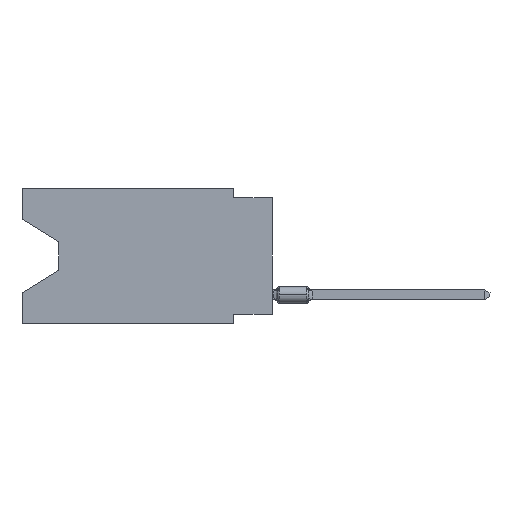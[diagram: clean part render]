
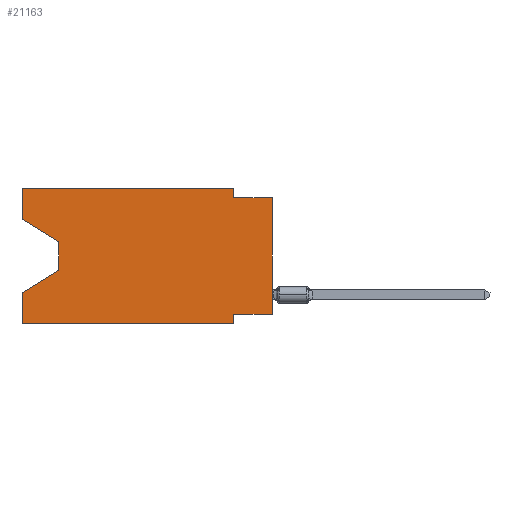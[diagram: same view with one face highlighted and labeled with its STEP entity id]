
A CAD part, left-side view. The second image highlights one B-rep face of the part: STEP entity #21163.
In plain terms, the highlighted planar face has unit normal (-1, 0, 0).
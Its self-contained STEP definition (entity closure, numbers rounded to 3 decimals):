
#278 = DIRECTION ( 'NONE',  ( 0., 0., 1. ) ) ;
#388 = DIRECTION ( 'NONE',  ( 0., 0., 1. ) ) ;
#444 = EDGE_CURVE ( 'NONE', #24923, #22928, #23048, .T. ) ;
#466 = CARTESIAN_POINT ( 'NONE',  ( 0., 16.383, 0. ) ) ;
#2413 = DIRECTION ( 'NONE',  ( 0., 0., -1. ) ) ;
#2649 = DIRECTION ( 'NONE',  ( 1., 0., 0. ) ) ;
#2861 = CARTESIAN_POINT ( 'NONE',  ( 0., 16.383, -8.89 ) ) ;
#2893 = DIRECTION ( 'NONE',  ( 0., 0., -1. ) ) ;
#3046 = VECTOR ( 'NONE', #7239, 1000. ) ;
#3188 = VECTOR ( 'NONE', #16921, 1000. ) ;
#3446 = CARTESIAN_POINT ( 'NONE',  ( 0., 2.54, -8.255 ) ) ;
#3586 = CARTESIAN_POINT ( 'NONE',  ( 0., 16.383, -2.038 ) ) ;
#3722 = CARTESIAN_POINT ( 'NONE',  ( 0., 2.54, 0. ) ) ;
#3942 = VECTOR ( 'NONE', #7456, 1000. ) ;
#3992 = VERTEX_POINT ( 'NONE', #24598 ) ;
#4382 = ORIENTED_EDGE ( 'NONE', *, *, #21845, .F. ) ;
#4503 = CARTESIAN_POINT ( 'NONE',  ( 0., 16.383, 0. ) ) ;
#5099 = EDGE_CURVE ( 'NONE', #22928, #3992, #22966, .T. ) ;
#5169 = AXIS2_PLACEMENT_3D ( 'NONE', #466, #2649, #24161 ) ;
#5174 = LINE ( 'NONE', #2861, #3046 ) ;
#5510 = VECTOR ( 'NONE', #22187, 1000. ) ;
#5651 = LINE ( 'NONE', #5775, #3942 ) ;
#5775 = CARTESIAN_POINT ( 'NONE',  ( 0., 0., 0. ) ) ;
#5831 = ORIENTED_EDGE ( 'NONE', *, *, #5099, .F. ) ;
#6040 = VERTEX_POINT ( 'NONE', #3446 ) ;
#6544 = CARTESIAN_POINT ( 'NONE',  ( 0., 16.383, 0. ) ) ;
#7037 = EDGE_CURVE ( 'NONE', #20256, #18262, #23301, .T. ) ;
#7239 = DIRECTION ( 'NONE',  ( 0., -1., 0. ) ) ;
#7258 = VECTOR ( 'NONE', #19330, 1000. ) ;
#7456 = DIRECTION ( 'NONE',  ( 0., 0., 1. ) ) ;
#7535 = EDGE_CURVE ( 'NONE', #19390, #24923, #24487, .T. ) ;
#7916 = ORIENTED_EDGE ( 'NONE', *, *, #21646, .T. ) ;
#7937 = VERTEX_POINT ( 'NONE', #10451 ) ;
#7996 = EDGE_CURVE ( 'NONE', #23376, #7937, #18302, .T. ) ;
#8291 = LINE ( 'NONE', #12533, #5510 ) ;
#9192 = CARTESIAN_POINT ( 'NONE',  ( 0., 0., -0.635 ) ) ;
#9921 = CARTESIAN_POINT ( 'NONE',  ( 0., 2.54, -8.89 ) ) ;
#10115 = ORIENTED_EDGE ( 'NONE', *, *, #22279, .T. ) ;
#10451 = CARTESIAN_POINT ( 'NONE',  ( 0., 16.383, -6.852 ) ) ;
#10645 = VECTOR ( 'NONE', #23674, 1000. ) ;
#10650 = ORIENTED_EDGE ( 'NONE', *, *, #20143, .T. ) ;
#11504 = ORIENTED_EDGE ( 'NONE', *, *, #16671, .F. ) ;
#11882 = LINE ( 'NONE', #21410, #16629 ) ;
#12064 = CARTESIAN_POINT ( 'NONE',  ( 0., 13.97, -5.385 ) ) ;
#12223 = EDGE_LOOP ( 'NONE', ( #18114, #10650, #10115, #23807, #7916, #4382, #25043, #22168, #5831, #15752, #16946, #11504 ) ) ;
#12255 = LINE ( 'NONE', #4503, #14856 ) ;
#12533 = CARTESIAN_POINT ( 'NONE',  ( 0., 0., -8.255 ) ) ;
#13748 = CARTESIAN_POINT ( 'NONE',  ( 0., 13.97, -5.385 ) ) ;
#14255 = VECTOR ( 'NONE', #2893, 1000. ) ;
#14388 = FACE_OUTER_BOUND ( 'NONE', #12223, .T. ) ;
#14856 = VECTOR ( 'NONE', #278, 1000. ) ;
#15260 = CARTESIAN_POINT ( 'NONE',  ( 0., 16.383, -2.038 ) ) ;
#15752 = ORIENTED_EDGE ( 'NONE', *, *, #444, .F. ) ;
#15870 = VERTEX_POINT ( 'NONE', #9921 ) ;
#16186 = PLANE ( 'NONE',  #5169 ) ;
#16295 = VERTEX_POINT ( 'NONE', #13748 ) ;
#16629 = VECTOR ( 'NONE', #2413, 1000. ) ;
#16671 = EDGE_CURVE ( 'NONE', #20256, #19390, #12255, .T. ) ;
#16774 = DIRECTION ( 'NONE',  ( 0., -1., 0. ) ) ;
#16859 = VERTEX_POINT ( 'NONE', #19716 ) ;
#16921 = DIRECTION ( 'NONE',  ( 0., -1., 0. ) ) ;
#16946 = ORIENTED_EDGE ( 'NONE', *, *, #7535, .F. ) ;
#17448 = CARTESIAN_POINT ( 'NONE',  ( 0., 16.383, -8.89 ) ) ;
#18114 = ORIENTED_EDGE ( 'NONE', *, *, #7037, .T. ) ;
#18262 = VERTEX_POINT ( 'NONE', #22979 ) ;
#18302 = LINE ( 'NONE', #24335, #19163 ) ;
#19163 = VECTOR ( 'NONE', #388, 1000. ) ;
#19330 = DIRECTION ( 'NONE',  ( 0., 0., -1. ) ) ;
#19390 = VERTEX_POINT ( 'NONE', #6544 ) ;
#19716 = CARTESIAN_POINT ( 'NONE',  ( 0., 0., -8.255 ) ) ;
#20143 = EDGE_CURVE ( 'NONE', #18262, #16295, #20306, .T. ) ;
#20256 = VERTEX_POINT ( 'NONE', #15260 ) ;
#20306 = LINE ( 'NONE', #22728, #14255 ) ;
#20648 = CARTESIAN_POINT ( 'NONE',  ( 0., 16.383, 0. ) ) ;
#21041 = CARTESIAN_POINT ( 'NONE',  ( 0., 2.54, -0.635 ) ) ;
#21163 = ADVANCED_FACE ( 'NONE', ( #14388 ), #16186, .F. ) ;
#21336 = EDGE_CURVE ( 'NONE', #16859, #3992, #5651, .T. ) ;
#21347 = DIRECTION ( 'NONE',  ( 0., 0.855, -0.519 ) ) ;
#21349 = CARTESIAN_POINT ( 'NONE',  ( 0., 2.54, 0. ) ) ;
#21410 = CARTESIAN_POINT ( 'NONE',  ( 0., 2.54, -8.89 ) ) ;
#21471 = EDGE_CURVE ( 'NONE', #16859, #6040, #8291, .T. ) ;
#21646 = EDGE_CURVE ( 'NONE', #23376, #15870, #5174, .T. ) ;
#21845 = EDGE_CURVE ( 'NONE', #6040, #15870, #11882, .T. ) ;
#21849 = LINE ( 'NONE', #12064, #21993 ) ;
#21993 = VECTOR ( 'NONE', #21347, 1000. ) ;
#22017 = VECTOR ( 'NONE', #16774, 1000. ) ;
#22168 = ORIENTED_EDGE ( 'NONE', *, *, #21336, .T. ) ;
#22187 = DIRECTION ( 'NONE',  ( 0., 1., 0. ) ) ;
#22279 = EDGE_CURVE ( 'NONE', #16295, #7937, #21849, .T. ) ;
#22728 = CARTESIAN_POINT ( 'NONE',  ( 0., 13.97, -3.505 ) ) ;
#22928 = VERTEX_POINT ( 'NONE', #21041 ) ;
#22966 = LINE ( 'NONE', #9192, #3188 ) ;
#22979 = CARTESIAN_POINT ( 'NONE',  ( 0., 13.97, -3.505 ) ) ;
#23048 = LINE ( 'NONE', #3722, #7258 ) ;
#23301 = LINE ( 'NONE', #3586, #10645 ) ;
#23376 = VERTEX_POINT ( 'NONE', #17448 ) ;
#23674 = DIRECTION ( 'NONE',  ( 0., -0.855, -0.519 ) ) ;
#23807 = ORIENTED_EDGE ( 'NONE', *, *, #7996, .F. ) ;
#24161 = DIRECTION ( 'NONE',  ( 0., 0., -1. ) ) ;
#24335 = CARTESIAN_POINT ( 'NONE',  ( 0., 16.383, 0. ) ) ;
#24487 = LINE ( 'NONE', #20648, #22017 ) ;
#24598 = CARTESIAN_POINT ( 'NONE',  ( 0., 0., -0.635 ) ) ;
#24923 = VERTEX_POINT ( 'NONE', #21349 ) ;
#25043 = ORIENTED_EDGE ( 'NONE', *, *, #21471, .F. ) ;
